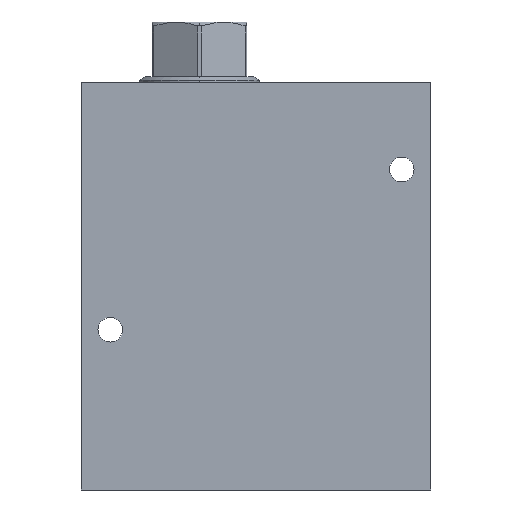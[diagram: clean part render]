
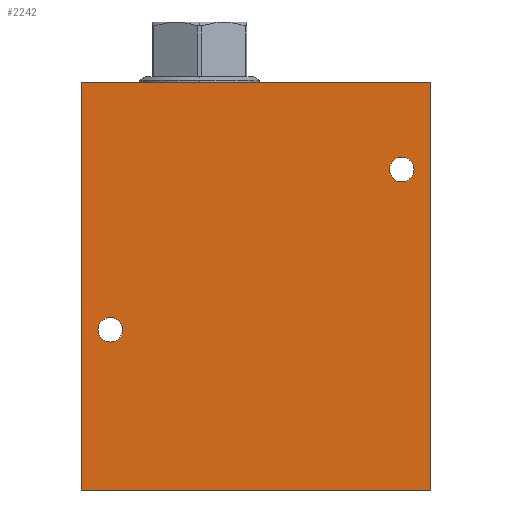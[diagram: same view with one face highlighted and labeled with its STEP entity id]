
A CAD part, front view. The second image highlights one B-rep face of the part: STEP entity #2242.
In plain terms, the highlighted planar face has unit normal (0, -1, 0).
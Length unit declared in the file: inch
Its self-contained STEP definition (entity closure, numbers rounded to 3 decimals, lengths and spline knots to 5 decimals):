
#5=DIRECTION('',(1.,0.,0.));
#6=VECTOR('',#5,6.);
#7=CARTESIAN_POINT('',(0.,-2.625,0.));
#8=LINE('',#7,#6);
#65=DIRECTION('',(0.,0.,1.));
#66=VECTOR('',#65,7.);
#67=CARTESIAN_POINT('',(6.,-2.625,0.));
#68=LINE('',#67,#66);
#99=DIRECTION('',(0.,0.,1.));
#100=VECTOR('',#99,7.);
#101=CARTESIAN_POINT('',(0.,-2.625,0.));
#102=LINE('',#101,#100);
#103=CARTESIAN_POINT('',(0.5,-2.625,2.75));
#104=DIRECTION('',(0.,1.,0.));
#105=DIRECTION('',(0.,0.,-1.));
#106=AXIS2_PLACEMENT_3D('',#103,#104,#105);
#108=CARTESIAN_POINT('',(0.5,-2.625,2.75));
#109=DIRECTION('',(0.,1.,0.));
#110=DIRECTION('',(0.,0.,1.));
#111=AXIS2_PLACEMENT_3D('',#108,#109,#110);
#113=CARTESIAN_POINT('',(5.5,-2.625,5.5));
#114=DIRECTION('',(0.,1.,0.));
#115=DIRECTION('',(0.,0.,-1.));
#116=AXIS2_PLACEMENT_3D('',#113,#114,#115);
#118=CARTESIAN_POINT('',(5.5,-2.625,5.5));
#119=DIRECTION('',(0.,1.,0.));
#120=DIRECTION('',(0.,0.,1.));
#121=AXIS2_PLACEMENT_3D('',#118,#119,#120);
#135=DIRECTION('',(1.,0.,0.));
#136=VECTOR('',#135,6.);
#137=CARTESIAN_POINT('',(0.,-2.625,7.));
#138=LINE('',#137,#136);
#1785=CARTESIAN_POINT('',(0.,-2.625,0.));
#1787=VERTEX_POINT('',#1785);
#1788=CARTESIAN_POINT('',(6.,-2.625,0.));
#1789=VERTEX_POINT('',#1788);
#1793=CARTESIAN_POINT('',(0.,-2.625,7.));
#1795=VERTEX_POINT('',#1793);
#1796=CARTESIAN_POINT('',(6.,-2.625,7.));
#1797=VERTEX_POINT('',#1796);
#2093=CARTESIAN_POINT('',(0.5,-2.625,2.539));
#2094=CARTESIAN_POINT('',(0.5,-2.625,2.961));
#2095=VERTEX_POINT('',#2093);
#2096=VERTEX_POINT('',#2094);
#2105=CARTESIAN_POINT('',(5.5,-2.625,5.289));
#2106=CARTESIAN_POINT('',(5.5,-2.625,5.711));
#2107=VERTEX_POINT('',#2105);
#2108=VERTEX_POINT('',#2106);
#2218=CARTESIAN_POINT('',(0.,-2.625,0.));
#2219=DIRECTION('',(0.,-1.,0.));
#2220=DIRECTION('',(1.,0.,0.));
#2221=AXIS2_PLACEMENT_3D('',#2218,#2219,#2220);
#2222=PLANE('',#2221);
#2223=ORIENTED_EDGE('',*,*,#2124,.F.);
#2224=ORIENTED_EDGE('',*,*,#2143,.T.);
#2226=ORIENTED_EDGE('',*,*,#2225,.T.);
#2227=ORIENTED_EDGE('',*,*,#2192,.F.);
#2228=EDGE_LOOP('',(#2223,#2224,#2226,#2227));
#2229=FACE_OUTER_BOUND('',#2228,.F.);
#2231=ORIENTED_EDGE('',*,*,#2230,.F.);
#2233=ORIENTED_EDGE('',*,*,#2232,.F.);
#2234=EDGE_LOOP('',(#2231,#2233));
#2235=FACE_BOUND('',#2234,.F.);
#2237=ORIENTED_EDGE('',*,*,#2236,.F.);
#2239=ORIENTED_EDGE('',*,*,#2238,.F.);
#2240=EDGE_LOOP('',(#2237,#2239));
#2241=FACE_BOUND('',#2240,.F.);
#2242=ADVANCED_FACE('',(#2229,#2235,#2241),#2222,.T.);
#107=CIRCLE('',#106,0.211);
#112=CIRCLE('',#111,0.211);
#117=CIRCLE('',#116,0.211);
#122=CIRCLE('',#121,0.211);
#2124=EDGE_CURVE('',#1787,#1789,#8,.T.);
#2143=EDGE_CURVE('',#1787,#1795,#102,.T.);
#2192=EDGE_CURVE('',#1789,#1797,#68,.T.);
#2225=EDGE_CURVE('',#1795,#1797,#138,.T.);
#2230=EDGE_CURVE('',#2095,#2096,#107,.T.);
#2232=EDGE_CURVE('',#2096,#2095,#112,.T.);
#2236=EDGE_CURVE('',#2107,#2108,#117,.T.);
#2238=EDGE_CURVE('',#2108,#2107,#122,.T.);
